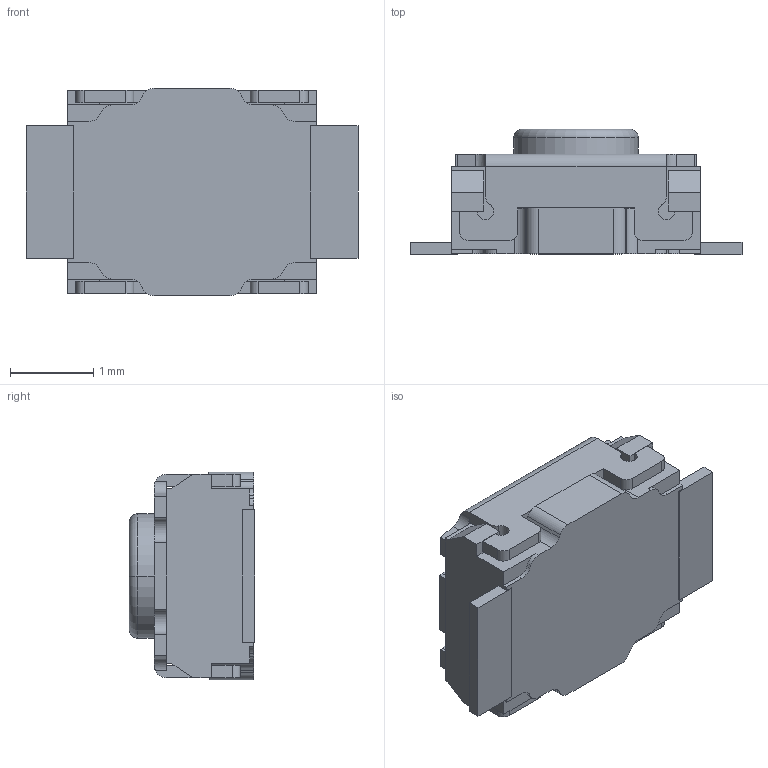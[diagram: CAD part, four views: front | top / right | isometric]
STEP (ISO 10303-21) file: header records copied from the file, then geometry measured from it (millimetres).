
FILE_DESCRIPTION (( 'STEP AP214' ), '1' );
FILE_NAME ('SWT0010-015016SSA_revA.STEP', '2025-03-25T08:41:42', ( '' ), ( '' ), 'SwSTEP 2.0', 'SolidWorks 2024', '' );
FILE_SCHEMA (( 'AUTOMOTIVE_DESIGN' ));
Length unit declared in the file: millimetre
Products named in the file (2): SWT0010-015016SSA_revA; SWT0010
Assembly tree (1 placements, depth 2):
  SWT0010-015016SSA_revA
    SWT0010
Bounding box: 4 x 1.51 x 2.5 mm (x, y, z)
Volume: 7.9 mm3; surface area: 53.4 mm2
Topology: 2 solids, 2 shells, 158 faces, 454 edges, 302 vertices
Faces by surface type: plane 106, cylinder 50, torus 2
Entity records: 6918 total; most frequent: CARTESIAN_POINT 942, ORIENTED_EDGE 908, DIRECTION 878, EDGE_CURVE 454, LINE 346, VECTOR 346, VERTEX_POINT 302, AXIS2_PLACEMENT_3D 266
